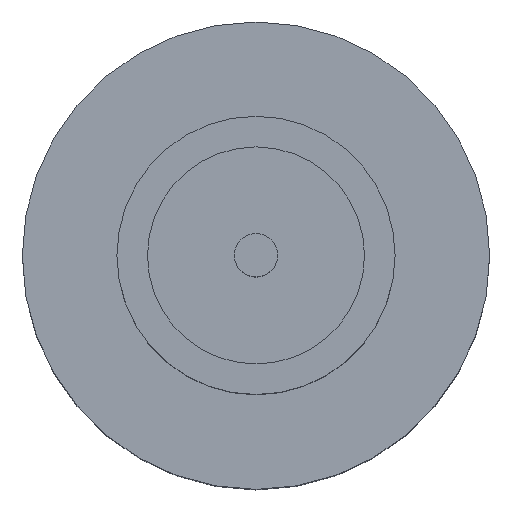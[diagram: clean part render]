
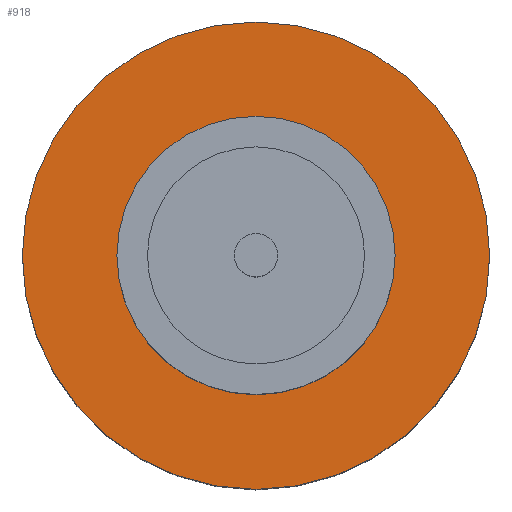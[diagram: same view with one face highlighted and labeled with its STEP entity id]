
A CAD part, top view. The second image highlights one B-rep face of the part: STEP entity #918.
In plain terms, the highlighted planar face has unit normal (0, 0, 1).
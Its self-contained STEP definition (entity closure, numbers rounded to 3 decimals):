
#36 = DIRECTION ( 'NONE',  ( 0., 0., 1. ) ) ;
#42 = PLANE ( 'NONE',  #406 ) ;
#50 = EDGE_LOOP ( 'NONE', ( #849, #690 ) ) ;
#76 = EDGE_CURVE ( 'NONE', #129, #320, #92, .T. ) ;
#92 = CIRCLE ( 'NONE', #724, 1.25 ) ;
#93 = AXIS2_PLACEMENT_3D ( 'NONE', #334, #479, #626 ) ;
#124 = CARTESIAN_POINT ( 'NONE',  ( 0., 0., 1.55 ) ) ;
#129 = VERTEX_POINT ( 'NONE', #173 ) ;
#145 = EDGE_CURVE ( 'NONE', #484, #183, #667, .T. ) ;
#151 = CARTESIAN_POINT ( 'NONE',  ( 0., 0., 1.55 ) ) ;
#170 = AXIS2_PLACEMENT_3D ( 'NONE', #416, #36, #925 ) ;
#173 = CARTESIAN_POINT ( 'NONE',  ( 1.25, 0., 1.55 ) ) ;
#174 = EDGE_CURVE ( 'NONE', #183, #484, #891, .T. ) ;
#176 = DIRECTION ( 'NONE',  ( 0., 0., 1. ) ) ;
#183 = VERTEX_POINT ( 'NONE', #394 ) ;
#199 = FACE_BOUND ( 'NONE', #50, .T. ) ;
#210 = CARTESIAN_POINT ( 'NONE',  ( 2.1, 0., 1.55 ) ) ;
#226 = FACE_OUTER_BOUND ( 'NONE', #680, .T. ) ;
#252 = DIRECTION ( 'NONE',  ( 1., 0., 0. ) ) ;
#271 = EDGE_CURVE ( 'NONE', #320, #129, #824, .T. ) ;
#320 = VERTEX_POINT ( 'NONE', #717 ) ;
#334 = CARTESIAN_POINT ( 'NONE',  ( 0., 0., 1.55 ) ) ;
#394 = CARTESIAN_POINT ( 'NONE',  ( -2.1, 0., 1.55 ) ) ;
#406 = AXIS2_PLACEMENT_3D ( 'NONE', #124, #502, #505 ) ;
#416 = CARTESIAN_POINT ( 'NONE',  ( 0., 0., 1.55 ) ) ;
#446 = ORIENTED_EDGE ( 'NONE', *, *, #174, .T. ) ;
#473 = CARTESIAN_POINT ( 'NONE',  ( 0., 0., 1.55 ) ) ;
#479 = DIRECTION ( 'NONE',  ( 0., 0., 1. ) ) ;
#484 = VERTEX_POINT ( 'NONE', #210 ) ;
#488 = ORIENTED_EDGE ( 'NONE', *, *, #145, .T. ) ;
#502 = DIRECTION ( 'NONE',  ( 0., 0., 1. ) ) ;
#505 = DIRECTION ( 'NONE',  ( 1., 0., 0. ) ) ;
#626 = DIRECTION ( 'NONE',  ( 1., 0., 0. ) ) ;
#667 = CIRCLE ( 'NONE', #93, 2.1 ) ;
#676 = DIRECTION ( 'NONE',  ( 0., 0., 1. ) ) ;
#680 = EDGE_LOOP ( 'NONE', ( #446, #488 ) ) ;
#690 = ORIENTED_EDGE ( 'NONE', *, *, #271, .F. ) ;
#702 = DIRECTION ( 'NONE',  ( 1., 0., 0. ) ) ;
#717 = CARTESIAN_POINT ( 'NONE',  ( -1.25, 0., 1.55 ) ) ;
#724 = AXIS2_PLACEMENT_3D ( 'NONE', #151, #676, #252 ) ;
#822 = AXIS2_PLACEMENT_3D ( 'NONE', #473, #176, #702 ) ;
#824 = CIRCLE ( 'NONE', #170, 1.25 ) ;
#849 = ORIENTED_EDGE ( 'NONE', *, *, #76, .F. ) ;
#891 = CIRCLE ( 'NONE', #822, 2.1 ) ;
#918 = ADVANCED_FACE ( 'NONE', ( #199, #226 ), #42, .T. ) ;
#925 = DIRECTION ( 'NONE',  ( 1., 0., 0. ) ) ;
